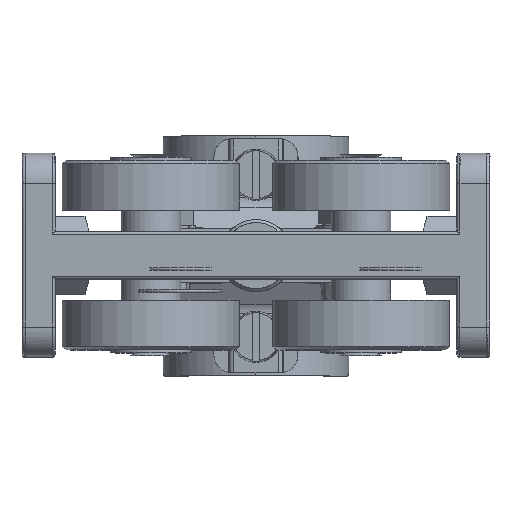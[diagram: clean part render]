
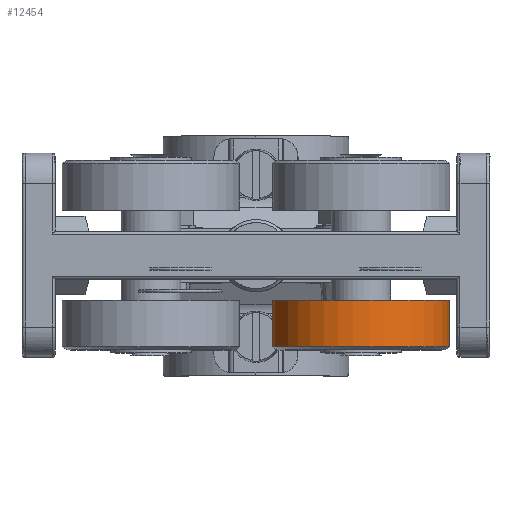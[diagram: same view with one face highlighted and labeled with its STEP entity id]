
A CAD part, top view. The second image highlights one B-rep face of the part: STEP entity #12454.
In plain terms, the highlighted cylindrical face has radius 14.8 mm (diameter 29.6 mm), a full revolution.
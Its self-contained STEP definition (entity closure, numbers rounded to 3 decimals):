
#12454=ADVANCED_FACE('',(#17272,#17273),#17274,.T.);
#17272=FACE_OUTER_BOUND('',#19665,.T.);
#17273=FACE_OUTER_BOUND('',#19666,.T.);
#17274=CYLINDRICAL_SURFACE('',#19667,14.8);
#19665=EDGE_LOOP('',(#24959));
#19666=EDGE_LOOP('',(#24960));
#19667=AXIS2_PLACEMENT_3D('',#24961,#24962,#24963);
#24959=ORIENTED_EDGE('',*,*,#27331,.F.);
#24960=ORIENTED_EDGE('',*,*,#28106,.T.);
#24961=CARTESIAN_POINT('',(-425.499,544.654,239.904));
#24962=DIRECTION('',(0.,1.,0.));
#24963=DIRECTION('',(0.818,0.,0.576));
#27331=EDGE_CURVE('',#31953,#31953,#31954,.T.);
#28106=EDGE_CURVE('',#33308,#33308,#33309,.T.);
#31953=VERTEX_POINT('',#44423);
#31954=CIRCLE('',#44424,14.8);
#33308=VERTEX_POINT('',#48944);
#33309=CIRCLE('',#48945,14.8);
#44423=CARTESIAN_POINT('',(-413.396,540.754,248.423));
#44424=AXIS2_PLACEMENT_3D('',#54737,#54738,#54739);
#48944=CARTESIAN_POINT('',(-413.396,548.554,248.423));
#48945=AXIS2_PLACEMENT_3D('',#54865,#54866,#54867);
#54737=CARTESIAN_POINT('',(-425.499,540.754,239.904));
#54738=DIRECTION('',(0.,-1.,0.));
#54739=DIRECTION('',(0.818,0.,0.576));
#54865=CARTESIAN_POINT('',(-425.499,548.554,239.904));
#54866=DIRECTION('',(0.,-1.,0.));
#54867=DIRECTION('',(0.818,0.,0.576));
